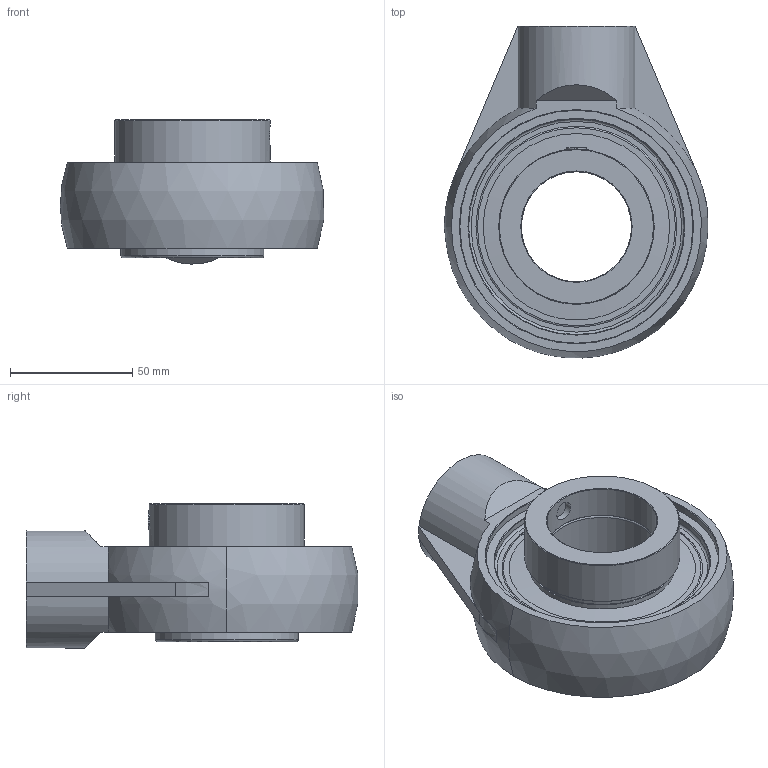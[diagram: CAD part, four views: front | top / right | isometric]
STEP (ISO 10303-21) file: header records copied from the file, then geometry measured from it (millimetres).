
FILE_DESCRIPTION(('HOOPS Exchange Step'),'2;1');
FILE_NAME('export-9F05CEE2-6F80-41FF-92FC-8F749ABF7402.stp','2020-05-19T10:23:29-07:00',('dkerr'),('Alibre'),'HOOPS Exchange 2020.0','Alibre','Unknown authorisation');
FILE_SCHEMA( ('AP242_MANAGED_MODEL_BASED_3D_ENGINEERING_MIM_LF {1 0 10303 442 1 1 4 }') );
Length unit declared in the file: inch
Products named in the file (8): MRN SHAM L4L 209; SHC 209 (Setscrew); SHC 209 (Ball Bearing); SHC 209 (Shield); SHC 209 L4L (45mm) (Race); SHC 209 (Collar); MRN SHC 209 L4L (45mm); MRN SHCSHAM 209 L4L (45mm)
Assembly tree (7 placements, depth 3):
  MRN SHCSHAM 209 L4L (45mm)
    MRN SHAM L4L 209
    MRN SHC 209 L4L (45mm)
      SHC 209 (Setscrew)
      SHC 209 (Ball Bearing)
      SHC 209 (Shield)
      SHC 209 L4L (45mm) (Race)
      SHC 209 (Collar)
Bounding box: 107.66 x 135.62 x 58.88 mm (x, y, z)
Volume: 247735 mm3; surface area: 88198.8 mm2
Topology: 16 solids, 16 shells, 139 faces, 370 edges, 244 vertices
Faces by surface type: plane 47, cylinder 40, sphere 18, cone 16, torus 14, bspline 4
Full cylindrical faces by diameter (mm): 7.925 x1, 7.938 x2, 25.4 x1, 45 x2, 53.746 x2, 58.42 x4, 59.436 x2, 63.5 x1, 75.184 x2, 76.2 x4, 88.104 x1, 90.104 x1, 95.22 x1
Entity records: 6660 total; most frequent: CARTESIAN_POINT 2919, DIRECTION 826, ORIENTED_EDGE 688, AXIS2_PLACEMENT_3D 357, EDGE_CURVE 344, VERTEX_POINT 244, CIRCLE 197, EDGE_LOOP 160
